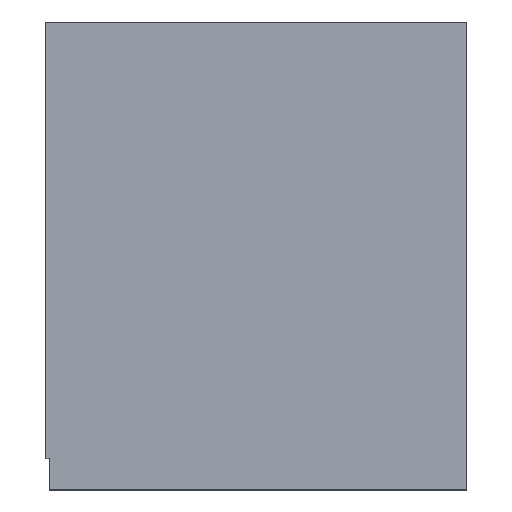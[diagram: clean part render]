
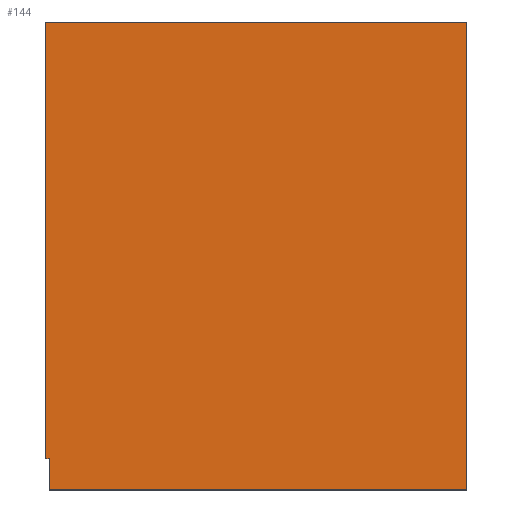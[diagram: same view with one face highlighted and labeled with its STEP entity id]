
A CAD part, top view. The second image highlights one B-rep face of the part: STEP entity #144.
In plain terms, the highlighted planar face has unit normal (0, 0, 1).
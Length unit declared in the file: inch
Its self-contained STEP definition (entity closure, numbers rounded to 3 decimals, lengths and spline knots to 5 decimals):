
#18=FACE_OUTER_BOUND('',#26,.T.);
#26=EDGE_LOOP('',(#111,#112,#113,#114,#115,#116));
#31=LINE('',#211,#49);
#35=LINE('',#219,#53);
#42=LINE('',#233,#60);
#43=LINE('',#235,#61);
#44=LINE('',#237,#62);
#45=LINE('',#238,#63);
#49=VECTOR('',#175,0.3937);
#53=VECTOR('',#181,0.3937);
#60=VECTOR('',#192,0.3937);
#61=VECTOR('',#193,0.3937);
#62=VECTOR('',#194,0.3937);
#63=VECTOR('',#195,0.3937);
#67=VERTEX_POINT('',#209);
#68=VERTEX_POINT('',#210);
#71=VERTEX_POINT('',#218);
#76=VERTEX_POINT('',#232);
#77=VERTEX_POINT('',#234);
#78=VERTEX_POINT('',#236);
#79=EDGE_CURVE('',#67,#68,#31,.T.);
#83=EDGE_CURVE('',#71,#67,#35,.T.);
#90=EDGE_CURVE('',#68,#76,#42,.T.);
#91=EDGE_CURVE('',#76,#77,#43,.T.);
#92=EDGE_CURVE('',#77,#78,#44,.T.);
#93=EDGE_CURVE('',#78,#71,#45,.T.);
#111=ORIENTED_EDGE('',*,*,#83,.T.);
#112=ORIENTED_EDGE('',*,*,#79,.T.);
#113=ORIENTED_EDGE('',*,*,#90,.T.);
#114=ORIENTED_EDGE('',*,*,#91,.T.);
#115=ORIENTED_EDGE('',*,*,#92,.T.);
#116=ORIENTED_EDGE('',*,*,#93,.T.);
#136=PLANE('',#166);
#144=ADVANCED_FACE('',(#18),#136,.T.);
#166=AXIS2_PLACEMENT_3D('',#231,#190,#191);
#175=DIRECTION('',(0.,-1.,0.));
#181=DIRECTION('',(1.,0.,0.));
#190=DIRECTION('center_axis',(0.,0.,1.));
#191=DIRECTION('ref_axis',(1.,0.,0.));
#192=DIRECTION('',(1.,0.,0.));
#193=DIRECTION('',(0.,1.,0.));
#194=DIRECTION('',(-1.,0.,0.));
#195=DIRECTION('',(0.,-1.,0.));
#209=CARTESIAN_POINT('',(-26.5,-26.,0.5));
#210=CARTESIAN_POINT('',(-26.5,-30.,0.5));
#211=CARTESIAN_POINT('',(-26.5,-13.,0.5));
#218=CARTESIAN_POINT('',(-27.,-26.,0.5));
#219=CARTESIAN_POINT('',(-13.5,-26.,0.5));
#231=CARTESIAN_POINT('Origin',(0.,0.,
0.5));
#232=CARTESIAN_POINT('',(27.,-30.,0.5));
#233=CARTESIAN_POINT('',(-27.,-30.,0.5));
#234=CARTESIAN_POINT('',(27.,30.,0.5));
#235=CARTESIAN_POINT('',(27.,-30.,0.5));
#236=CARTESIAN_POINT('',(-27.,30.,0.5));
#237=CARTESIAN_POINT('',(27.,30.,0.5));
#238=CARTESIAN_POINT('',(-27.,30.,0.5));
